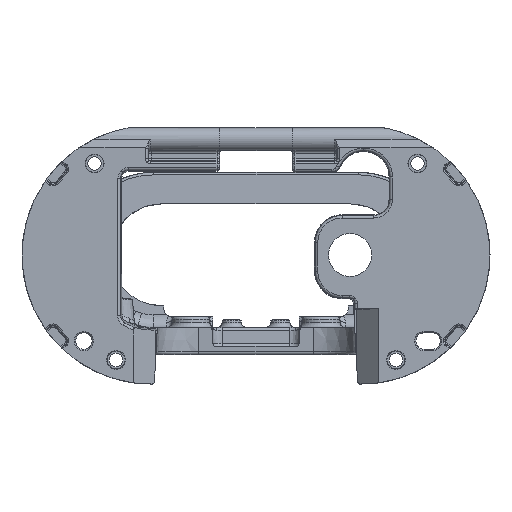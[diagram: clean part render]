
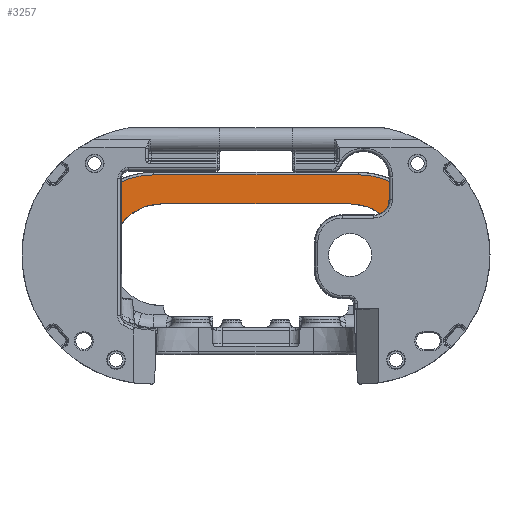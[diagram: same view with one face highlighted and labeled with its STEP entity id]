
A CAD part, front view. The second image highlights one B-rep face of the part: STEP entity #3257.
In plain terms, the highlighted planar face has unit normal (0, -0.999, 0.052).
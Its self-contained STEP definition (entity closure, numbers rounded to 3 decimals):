
#387 = CARTESIAN_POINT ( 'NONE',  ( -52.901, 726.069, 13.738 ) ) ;
#803 = EDGE_CURVE ( 'NONE', #18434, #31405, #13551, .T. ) ;
#1078 = CARTESIAN_POINT ( 'NONE',  ( -38., 726.911, 29.802 ) ) ;
#1733 = ORIENTED_EDGE ( 'NONE', *, *, #23457, .T. ) ;
#1737 = CARTESIAN_POINT ( 'NONE',  ( 52.276, 725.758, 7.792 ) ) ;
#2233 = VERTEX_POINT ( 'NONE', #33894 ) ;
#2491 = VERTEX_POINT ( 'NONE', #14889 ) ;
#3205 = ORIENTED_EDGE ( 'NONE', *, *, #20130, .T. ) ;
#3257 = ADVANCED_FACE ( 'NONE', ( #5969 ), #25327, .T. ) ;
#4253 = VERTEX_POINT ( 'NONE', #16919 ) ;
#4546 = CARTESIAN_POINT ( 'NONE',  ( 42.685, 726.344, 18.983 ) ) ;
#4838 = CARTESIAN_POINT ( 'NONE',  ( -48.507, 723.878, -28.076 ) ) ;
#5146 = CARTESIAN_POINT ( 'NONE',  ( -35., 726.344, 18.983 ) ) ;
#5149 = CARTESIAN_POINT ( 'NONE',  ( 47.673, 723.462, -36.005 ) ) ;
#5324 = CARTESIAN_POINT ( 'NONE',  ( 49.413, 726.911, 29.802 ) ) ;
#5969 = FACE_OUTER_BOUND ( 'NONE', #27201, .T. ) ;
#6485 =( BOUNDED_CURVE ( )  B_SPLINE_CURVE ( 3, ( #19889, #37336, #5324, #25777 ),
 .UNSPECIFIED., .F., .F. ) 
 B_SPLINE_CURVE_WITH_KNOTS ( ( 4, 4 ),
 ( 2.049, 3.142 ),
 .UNSPECIFIED. ) 
 CURVE ( )  GEOMETRIC_REPRESENTATION_ITEM ( )  RATIONAL_B_SPLINE_CURVE ( ( 1., 0.903, 0.903, 1. ) ) 
 REPRESENTATION_ITEM ( '' )  );
#6545 = LINE ( 'NONE', #15483, #28016 ) ;
#7076 = ORIENTED_EDGE ( 'NONE', *, *, #26561, .T. ) ;
#7479 = EDGE_CURVE ( 'NONE', #4253, #18434, #20881, .T. ) ;
#7600 =( BOUNDED_CURVE ( )  B_SPLINE_CURVE ( 3, ( #25000, #4546, #19250, #1737 ),
 .UNSPECIFIED., .F., .T. ) 
 B_SPLINE_CURVE_WITH_KNOTS ( ( 4, 4 ),
 ( 0., 1.15 ),
 .UNSPECIFIED. ) 
 CURVE ( )  GEOMETRIC_REPRESENTATION_ITEM ( )  RATIONAL_B_SPLINE_CURVE ( ( 1., 0.893, 0.893, 1. ) ) 
 REPRESENTATION_ITEM ( '' )  );
#7670 = CARTESIAN_POINT ( 'NONE',  ( -38.242, 723.934, -27. ) ) ;
#9445 = LINE ( 'NONE', #4838, #30948 ) ;
#9852 = ORIENTED_EDGE ( 'NONE', *, *, #7479, .T. ) ;
#9969 = VERTEX_POINT ( 'NONE', #387 ) ;
#10731 = DIRECTION ( 'NONE',  ( 0., -0.052, -0.999 ) ) ;
#10830 = CARTESIAN_POINT ( 'NONE',  ( -35., 726.344, 18.983 ) ) ;
#11550 = ORIENTED_EDGE ( 'NONE', *, *, #25842, .T. ) ;
#11616 =( BOUNDED_CURVE ( )  B_SPLINE_CURVE ( 3, ( #19716, #37151, #22655, #5146 ),
 .UNSPECIFIED., .F., .T. ) 
 B_SPLINE_CURVE_WITH_KNOTS ( ( 4, 4 ),
 ( 5.134, 6.283 ),
 .UNSPECIFIED. ) 
 CURVE ( )  GEOMETRIC_REPRESENTATION_ITEM ( )  RATIONAL_B_SPLINE_CURVE ( ( 1., 0.893, 0.893, 1. ) ) 
 REPRESENTATION_ITEM ( '' )  );
#11730 = VERTEX_POINT ( 'NONE', #10830 ) ;
#12573 = CARTESIAN_POINT ( 'NONE',  ( 64.415, 726.069, 13.738 ) ) ;
#13551 = LINE ( 'NONE', #26853, #35873 ) ;
#13656 = DIRECTION ( 'NONE',  ( 0.104, -0.052, -0.993 ) ) ;
#13839 = DIRECTION ( 'NONE',  ( 1., 0., 0. ) ) ;
#14076 = VERTEX_POINT ( 'NONE', #19701 ) ;
#14889 = CARTESIAN_POINT ( 'NONE',  ( 38., 726.911, 29.802 ) ) ;
#15483 = CARTESIAN_POINT ( 'NONE',  ( -38.242, 726.069, 13.738 ) ) ;
#15779 = CARTESIAN_POINT ( 'NONE',  ( -64.415, 726.069, 13.738 ) ) ;
#16919 = CARTESIAN_POINT ( 'NONE',  ( 52.276, 725.758, 7.792 ) ) ;
#17400 = DIRECTION ( 'NONE',  ( 0.104, 0.052, 0.993 ) ) ;
#18421 = DIRECTION ( 'NONE',  ( 1., 0., 0. ) ) ;
#18434 = VERTEX_POINT ( 'NONE', #33067 ) ;
#19250 = CARTESIAN_POINT ( 'NONE',  ( 49.135, 726.125, 14.805 ) ) ;
#19688 = EDGE_CURVE ( 'NONE', #14076, #4253, #7600, .T. ) ;
#19701 = CARTESIAN_POINT ( 'NONE',  ( 35., 726.344, 18.983 ) ) ;
#19716 = CARTESIAN_POINT ( 'NONE',  ( -52.276, 725.758, 7.792 ) ) ;
#19889 = CARTESIAN_POINT ( 'NONE',  ( 64.415, 726.069, 13.738 ) ) ;
#20130 = EDGE_CURVE ( 'NONE', #11730, #14076, #24789, .T. ) ;
#20554 = ORIENTED_EDGE ( 'NONE', *, *, #803, .T. ) ;
#20881 = LINE ( 'NONE', #5149, #35452 ) ;
#21546 = CARTESIAN_POINT ( 'NONE',  ( -49.413, 726.911, 29.802 ) ) ;
#21785 = VECTOR ( 'NONE', #25080, 1000. ) ;
#22655 = CARTESIAN_POINT ( 'NONE',  ( -42.685, 726.344, 18.983 ) ) ;
#23208 = CARTESIAN_POINT ( 'NONE',  ( -38., 726.911, 29.802 ) ) ;
#23457 = EDGE_CURVE ( 'NONE', #9969, #32775, #9445, .T. ) ;
#23988 = EDGE_CURVE ( 'NONE', #32775, #11730, #11616, .T. ) ;
#24789 = LINE ( 'NONE', #31447, #31608 ) ;
#25000 = CARTESIAN_POINT ( 'NONE',  ( 35., 726.344, 18.983 ) ) ;
#25080 = DIRECTION ( 'NONE',  ( -1., 0., 0. ) ) ;
#25327 = PLANE ( 'NONE',  #33794 ) ;
#25563 = ORIENTED_EDGE ( 'NONE', *, *, #28220, .T. ) ;
#25777 = CARTESIAN_POINT ( 'NONE',  ( 38., 726.911, 29.802 ) ) ;
#25842 = EDGE_CURVE ( 'NONE', #2233, #9969, #6545, .T. ) ;
#26561 = EDGE_CURVE ( 'NONE', #31405, #2491, #6485, .T. ) ;
#26853 = CARTESIAN_POINT ( 'NONE',  ( -38.242, 726.069, 13.738 ) ) ;
#27201 = EDGE_LOOP ( 'NONE', ( #20554, #7076, #32665, #25563, #11550, #1733, #37030, #3205, #28209, #9852 ) ) ;
#27969 =( BOUNDED_CURVE ( )  B_SPLINE_CURVE ( 3, ( #1078, #21546, #33246, #15779 ),
 .UNSPECIFIED., .F., .T. ) 
 B_SPLINE_CURVE_WITH_KNOTS ( ( 4, 4 ),
 ( 3.142, 4.234 ),
 .UNSPECIFIED. ) 
 CURVE ( )  GEOMETRIC_REPRESENTATION_ITEM ( )  RATIONAL_B_SPLINE_CURVE ( ( 1., 0.903, 0.903, 1. ) ) 
 REPRESENTATION_ITEM ( '' )  );
#28016 = VECTOR ( 'NONE', #18421, 1000. ) ;
#28209 = ORIENTED_EDGE ( 'NONE', *, *, #19688, .T. ) ;
#28220 = EDGE_CURVE ( 'NONE', #37142, #2233, #27969, .T. ) ;
#28222 = DIRECTION ( 'NONE',  ( 0., -0.999, 0.052 ) ) ;
#30657 = EDGE_CURVE ( 'NONE', #2491, #37142, #37252, .T. ) ;
#30948 = VECTOR ( 'NONE', #13656, 1000. ) ;
#31405 = VERTEX_POINT ( 'NONE', #12573 ) ;
#31447 = CARTESIAN_POINT ( 'NONE',  ( -38.242, 726.344, 18.983 ) ) ;
#31608 = VECTOR ( 'NONE', #13839, 1000. ) ;
#32581 = CARTESIAN_POINT ( 'NONE',  ( -52.276, 725.758, 7.792 ) ) ;
#32665 = ORIENTED_EDGE ( 'NONE', *, *, #30657, .T. ) ;
#32775 = VERTEX_POINT ( 'NONE', #32581 ) ;
#33067 = CARTESIAN_POINT ( 'NONE',  ( 52.901, 726.069, 13.738 ) ) ;
#33246 = CARTESIAN_POINT ( 'NONE',  ( -59.165, 726.6, 23.872 ) ) ;
#33604 = DIRECTION ( 'NONE',  ( 1., 0., 0. ) ) ;
#33794 = AXIS2_PLACEMENT_3D ( 'NONE', #7670, #28222, #10731 ) ;
#33894 = CARTESIAN_POINT ( 'NONE',  ( -64.415, 726.069, 13.738 ) ) ;
#35452 = VECTOR ( 'NONE', #17400, 1000. ) ;
#35873 = VECTOR ( 'NONE', #33604, 1000. ) ;
#36612 = CARTESIAN_POINT ( 'NONE',  ( -38., 726.911, 29.802 ) ) ;
#37030 = ORIENTED_EDGE ( 'NONE', *, *, #23988, .T. ) ;
#37142 = VERTEX_POINT ( 'NONE', #23208 ) ;
#37151 = CARTESIAN_POINT ( 'NONE',  ( -49.135, 726.125, 14.805 ) ) ;
#37252 = LINE ( 'NONE', #36612, #21785 ) ;
#37336 = CARTESIAN_POINT ( 'NONE',  ( 59.165, 726.6, 23.872 ) ) ;
